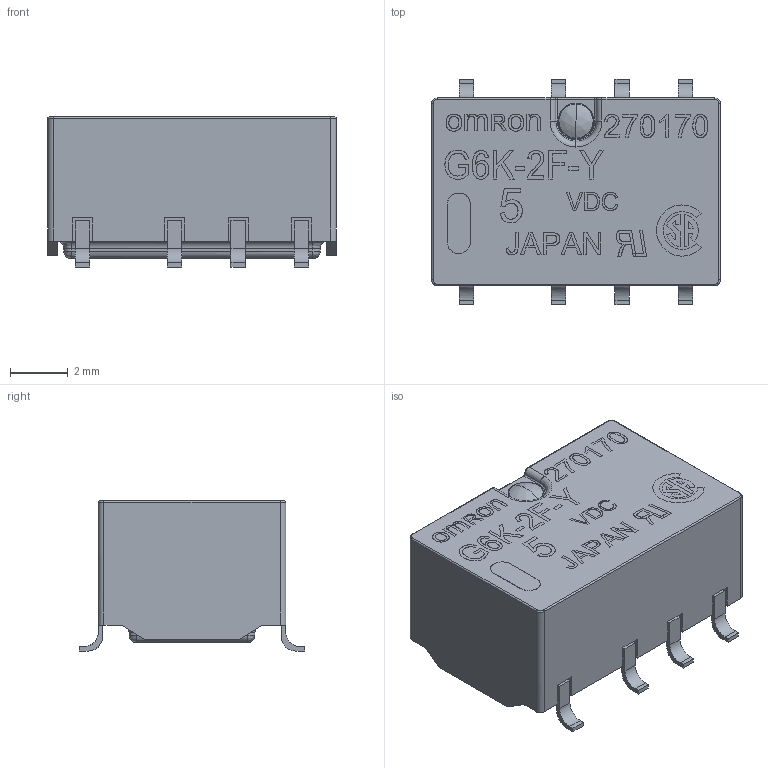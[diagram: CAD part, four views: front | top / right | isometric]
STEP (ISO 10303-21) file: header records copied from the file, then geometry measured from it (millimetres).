
FILE_DESCRIPTION(/* description */ (''),/* implementation_level */ '2;1');
FILE_NAME(/* name */ 'G6K-2F~4',/* time_stamp */ '2016-02-12T14:34:17+01:00',/* author */ (''),/* organization */ (''),/* preprocessor_version */ 'ST-DEVELOPER v14',/* originating_system */ '',/* authorisation */ '');
FILE_SCHEMA (('AUTOMOTIVE_DESIGN'));
Length unit declared in the file: millimetre
Products named in the file (1): Document
Bounding box: 10 x 7.8 x 5.2 mm (x, y, z)
Volume: 1.3 mm3; surface area: 311.1 mm2
Topology: 8 solids, 133 shells, 231 faces, 1172 edges, 1080 vertices
Faces by surface type: plane 164, bspline 67
Entity records: 24994 total; most frequent: CARTESIAN_POINT 12271, B_SPLINE_CURVE_WITH_KNOTS 2298, ORIENTED_EDGE 1412, PCURVE 1412, DEFINITIONAL_REPRESENTATION 1412, SURFACE_CURVE 1170, EDGE_CURVE 1170, VERTEX_POINT 1080
